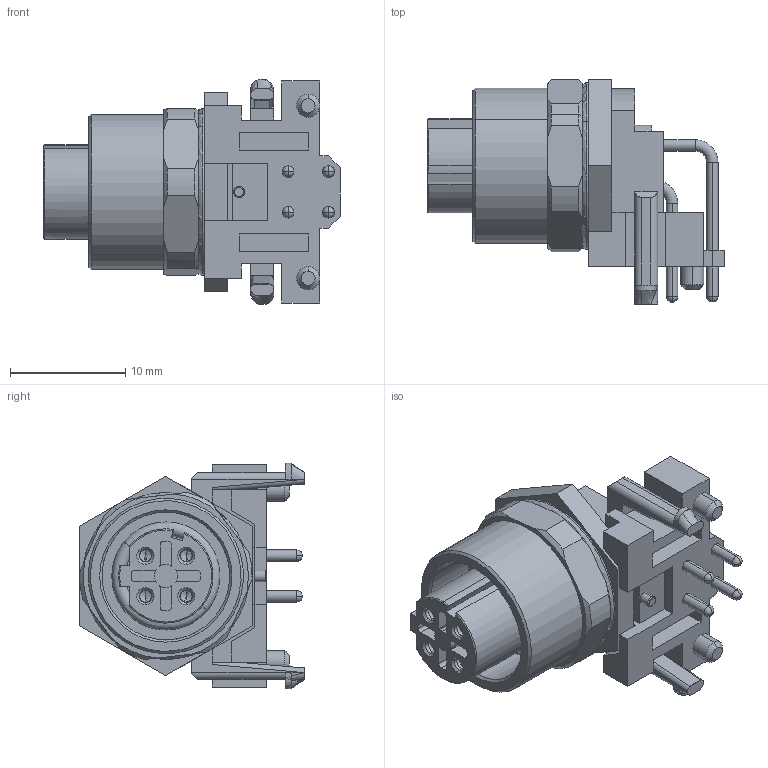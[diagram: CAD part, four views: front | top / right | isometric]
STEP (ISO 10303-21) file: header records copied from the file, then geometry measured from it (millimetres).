
FILE_DESCRIPTION(('CATIA V5 STEP Exchange','CAx-IF Rec.Pracs.--- Model Styling and Organization---1.4--- 2014-01-23'),'2;1');
FILE_NAME('SM C10 PF-S44-F422-Df_.stp','2023-08-29T10:55:59+00:00',('none'),('none'),'CATIA Version 5-6 Release 2018','CATIA V5 STEP AP214','none');
FILE_SCHEMA(('AUTOMOTIVE_DESIGN { 1 0 10303 214 1 1 1 1 }'));
Length unit declared in the file: millimetre
Products named in the file (1): SM C10 PF-S44-F422-Df
Bounding box: 25.8 x 19.55 x 19.6 mm (x, y, z)
Volume: 2733.5 mm3; surface area: 3543.3 mm2
Topology: 1 solids, 101 shells, 951 faces, 2156 edges, 1402 vertices
Faces by surface type: plane 587, cylinder 244, cone 62, torus 30, sphere 16, bspline 12
Entity records: 24509 total; most frequent: CARTESIAN_POINT 6372, ORIENTED_EDGE 4264, DIRECTION 2510, EDGE_CURVE 2132, VERTEX_POINT 1402, VECTOR 1303, LINE 1303, EDGE_LOOP 998
